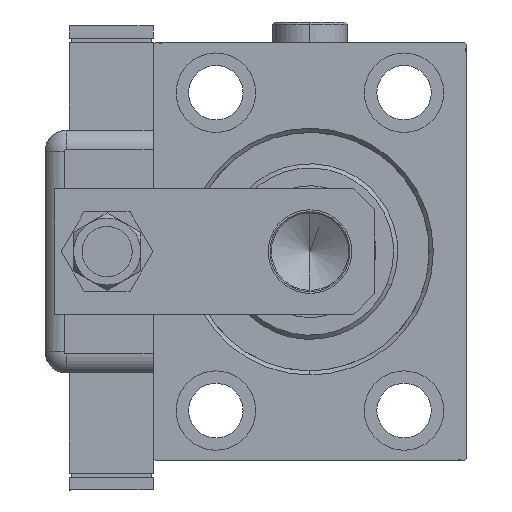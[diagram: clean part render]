
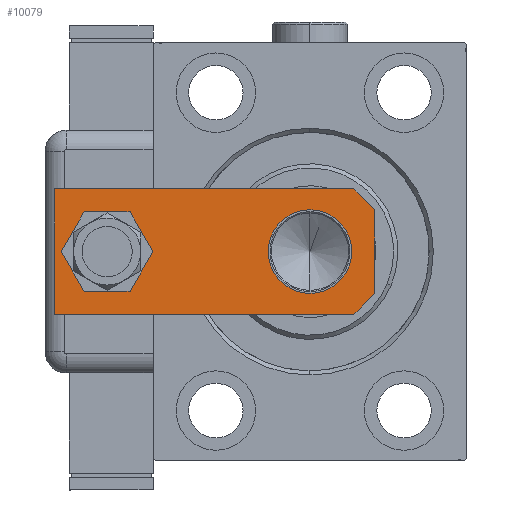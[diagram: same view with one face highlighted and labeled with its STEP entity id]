
A CAD part, left-side view. The second image highlights one B-rep face of the part: STEP entity #10079.
In plain terms, the highlighted face is planar.
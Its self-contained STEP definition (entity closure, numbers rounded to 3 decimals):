
#28 = DIRECTION ( 'NONE',  ( -1., 0., 0. ) ) ;
#847 = AXIS2_PLACEMENT_3D ( 'NONE', #5897, #14549, #57809 ) ;
#1316 = EDGE_LOOP ( 'NONE', ( #6418, #31873, #56323, #2179, #52308, #50101 ) ) ;
#2179 = ORIENTED_EDGE ( 'NONE', *, *, #42529, .F. ) ;
#2453 = DIRECTION ( 'NONE',  ( 1., 0., 0. ) ) ;
#2677 = EDGE_LOOP ( 'NONE', ( #31313, #34006 ) ) ;
#4307 = VERTEX_POINT ( 'NONE', #36382 ) ;
#4385 = VECTOR ( 'NONE', #24376, 1000. ) ;
#5558 = CARTESIAN_POINT ( 'NONE',  ( 15., 0., 0. ) ) ;
#5747 = CIRCLE ( 'NONE', #43242, 7. ) ;
#5897 = CARTESIAN_POINT ( 'NONE',  ( 0., 15.5, 0. ) ) ;
#6304 = LINE ( 'NONE', #35617, #12056 ) ;
#6418 = ORIENTED_EDGE ( 'NONE', *, *, #24288, .F. ) ;
#8834 = VERTEX_POINT ( 'NONE', #22436 ) ;
#9646 = CARTESIAN_POINT ( 'NONE',  ( 0., 64., 0. ) ) ;
#10079 = ADVANCED_FACE ( 'NONE', ( #30361, #26630, #26939 ), #11527, .F. ) ;
#11527 = PLANE ( 'NONE',  #22904 ) ;
#11585 = ORIENTED_EDGE ( 'NONE', *, *, #25014, .T. ) ;
#11719 = VERTEX_POINT ( 'NONE', #15733 ) ;
#12056 = VECTOR ( 'NONE', #30065, 1000. ) ;
#12422 = EDGE_CURVE ( 'NONE', #52066, #16946, #12777, .T. ) ;
#12777 = LINE ( 'NONE', #26984, #15146 ) ;
#13866 = AXIS2_PLACEMENT_3D ( 'NONE', #23801, #52547, #18877 ) ;
#14549 = DIRECTION ( 'NONE',  ( 0., 0., 1. ) ) ;
#15146 = VECTOR ( 'NONE', #22947, 1000. ) ;
#15733 = CARTESIAN_POINT ( 'NONE',  ( -7., 64., 0. ) ) ;
#16057 = VERTEX_POINT ( 'NONE', #44395 ) ;
#16472 = VECTOR ( 'NONE', #39344, 1000. ) ;
#16946 = VERTEX_POINT ( 'NONE', #41748 ) ;
#18473 = LINE ( 'NONE', #46596, #51083 ) ;
#18877 = DIRECTION ( 'NONE',  ( 1., 0., 0. ) ) ;
#19752 = ORIENTED_EDGE ( 'NONE', *, *, #23472, .T. ) ;
#20056 = VECTOR ( 'NONE', #28, 1000. ) ;
#20157 = VERTEX_POINT ( 'NONE', #30066 ) ;
#22366 = VERTEX_POINT ( 'NONE', #42385 ) ;
#22419 = EDGE_CURVE ( 'NONE', #43843, #16946, #43691, .T. ) ;
#22436 = CARTESIAN_POINT ( 'NONE',  ( 15., 5., 0. ) ) ;
#22904 = AXIS2_PLACEMENT_3D ( 'NONE', #31283, #35006, #40864 ) ;
#22947 = DIRECTION ( 'NONE',  ( 0., -1., 0. ) ) ;
#23472 = EDGE_CURVE ( 'NONE', #11719, #22366, #54018, .T. ) ;
#23801 = CARTESIAN_POINT ( 'NONE',  ( 0., 15.5, 0. ) ) ;
#23951 = CARTESIAN_POINT ( 'NONE',  ( -10., 0., 0. ) ) ;
#24288 = EDGE_CURVE ( 'NONE', #43843, #16057, #18473, .T. ) ;
#24376 = DIRECTION ( 'NONE',  ( 0., 1., 0. ) ) ;
#25014 = EDGE_CURVE ( 'NONE', #22366, #11719, #5747, .T. ) ;
#25428 = CARTESIAN_POINT ( 'NONE',  ( -10., 0., 0. ) ) ;
#26269 = EDGE_CURVE ( 'NONE', #29583, #4307, #48217, .T. ) ;
#26630 = FACE_BOUND ( 'NONE', #32325, .T. ) ;
#26939 = FACE_BOUND ( 'NONE', #2677, .T. ) ;
#26984 = CARTESIAN_POINT ( 'NONE',  ( -15., 76.5, 0. ) ) ;
#28783 = DIRECTION ( 'NONE',  ( 1., 0., 0. ) ) ;
#29022 = LINE ( 'NONE', #5558, #4385 ) ;
#29583 = VERTEX_POINT ( 'NONE', #44954 ) ;
#30065 = DIRECTION ( 'NONE',  ( -0.707, -0.707, 0. ) ) ;
#30066 = CARTESIAN_POINT ( 'NONE',  ( 15., 76.5, 0. ) ) ;
#30361 = FACE_OUTER_BOUND ( 'NONE', #1316, .T. ) ;
#31283 = CARTESIAN_POINT ( 'NONE',  ( 0., 0., 0. ) ) ;
#31313 = ORIENTED_EDGE ( 'NONE', *, *, #26269, .T. ) ;
#31873 = ORIENTED_EDGE ( 'NONE', *, *, #22419, .T. ) ;
#32078 = DIRECTION ( 'NONE',  ( 1., 0., 0. ) ) ;
#32325 = EDGE_LOOP ( 'NONE', ( #19752, #11585 ) ) ;
#34006 = ORIENTED_EDGE ( 'NONE', *, *, #46389, .T. ) ;
#35006 = DIRECTION ( 'NONE',  ( 0., 0., 1. ) ) ;
#35617 = CARTESIAN_POINT ( 'NONE',  ( 15., 5., 0. ) ) ;
#36382 = CARTESIAN_POINT ( 'NONE',  ( 10., 15.5, 0. ) ) ;
#36805 = LINE ( 'NONE', #55665, #20056 ) ;
#39344 = DIRECTION ( 'NONE',  ( -0.707, 0.707, 0. ) ) ;
#39527 = DIRECTION ( 'NONE',  ( 0., 0., 1. ) ) ;
#39659 = CARTESIAN_POINT ( 'NONE',  ( -15., 76.5, 0. ) ) ;
#40148 = AXIS2_PLACEMENT_3D ( 'NONE', #9646, #51678, #28783 ) ;
#40864 = DIRECTION ( 'NONE',  ( 1., 0., 0. ) ) ;
#41748 = CARTESIAN_POINT ( 'NONE',  ( -15., 5., 0. ) ) ;
#42385 = CARTESIAN_POINT ( 'NONE',  ( 7., 64., 0. ) ) ;
#42529 = EDGE_CURVE ( 'NONE', #20157, #52066, #36805, .T. ) ;
#43242 = AXIS2_PLACEMENT_3D ( 'NONE', #44474, #39527, #2453 ) ;
#43691 = LINE ( 'NONE', #25428, #16472 ) ;
#43843 = VERTEX_POINT ( 'NONE', #23951 ) ;
#44395 = CARTESIAN_POINT ( 'NONE',  ( 10., 0., 0. ) ) ;
#44474 = CARTESIAN_POINT ( 'NONE',  ( 0., 64., 0. ) ) ;
#44954 = CARTESIAN_POINT ( 'NONE',  ( -10., 15.5, 0. ) ) ;
#46389 = EDGE_CURVE ( 'NONE', #4307, #29583, #47417, .T. ) ;
#46596 = CARTESIAN_POINT ( 'NONE',  ( -15., 0., 0. ) ) ;
#47417 = CIRCLE ( 'NONE', #13866, 10. ) ;
#48217 = CIRCLE ( 'NONE', #847, 10. ) ;
#50101 = ORIENTED_EDGE ( 'NONE', *, *, #50330, .T. ) ;
#50330 = EDGE_CURVE ( 'NONE', #8834, #16057, #6304, .T. ) ;
#51083 = VECTOR ( 'NONE', #32078, 1000. ) ;
#51678 = DIRECTION ( 'NONE',  ( 0., 0., 1. ) ) ;
#52066 = VERTEX_POINT ( 'NONE', #39659 ) ;
#52308 = ORIENTED_EDGE ( 'NONE', *, *, #59706, .F. ) ;
#52547 = DIRECTION ( 'NONE',  ( 0., 0., 1. ) ) ;
#54018 = CIRCLE ( 'NONE', #40148, 7. ) ;
#55665 = CARTESIAN_POINT ( 'NONE',  ( 15., 76.5, 0. ) ) ;
#56323 = ORIENTED_EDGE ( 'NONE', *, *, #12422, .F. ) ;
#57809 = DIRECTION ( 'NONE',  ( 1., 0., 0. ) ) ;
#59706 = EDGE_CURVE ( 'NONE', #8834, #20157, #29022, .T. ) ;
